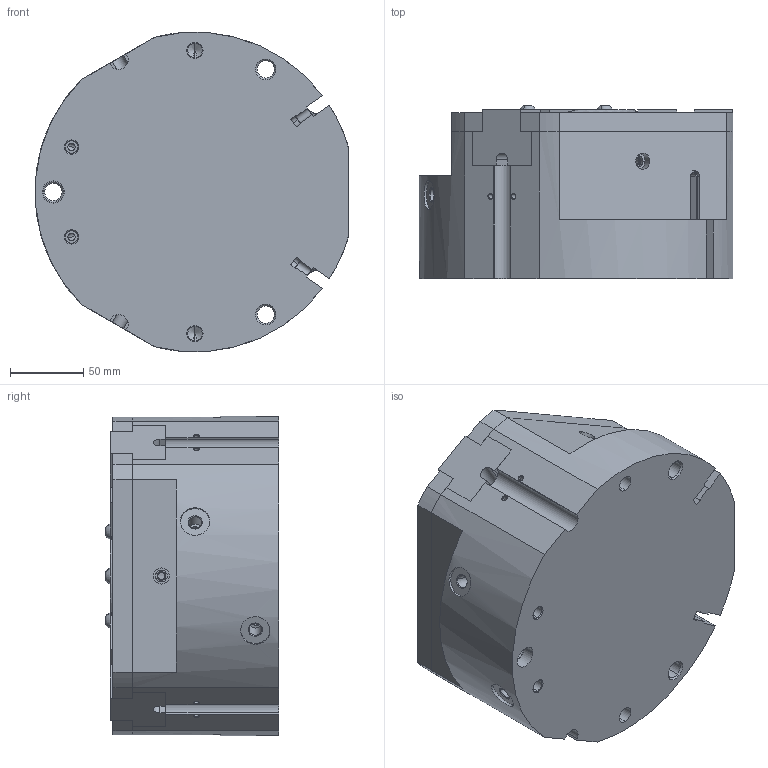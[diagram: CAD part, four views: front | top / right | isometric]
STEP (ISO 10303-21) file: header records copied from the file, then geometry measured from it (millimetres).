
FILE_DESCRIPTION( ( '' ), '1' );
FILE_NAME( 'qpg322s_op218snt_0_2_14a.stp', '2010-10-25T14:20:02', ( '' ), ( '' ), ' ', ' ', ' ' );
FILE_SCHEMA( ( 'automotive_design' ) );
Length unit declared in the file: millimetre
Products named in the file (4): 1; 2; 3; 4
Bounding box: 214 x 118.3 x 217.71 mm (x, y, z)
Volume: 3660996.1 mm3; surface area: 272668.3 mm2
Topology: 4 solids, 4 shells, 431 faces, 1105 edges, 685 vertices
Faces by surface type: plane 198, cylinder 137, cone 90, torus 6
Entity records: 26477 total; most frequent: CARTESIAN_POINT 3650, DIRECTION 2260, STYLED_ITEM 2185, PRESENTATION_STYLE_ASSIGNMENT 2185, COLOUR_RGB 2185, ORIENTED_EDGE 2130, EDGE_CURVE 1065, CURVE_STYLE 1065
